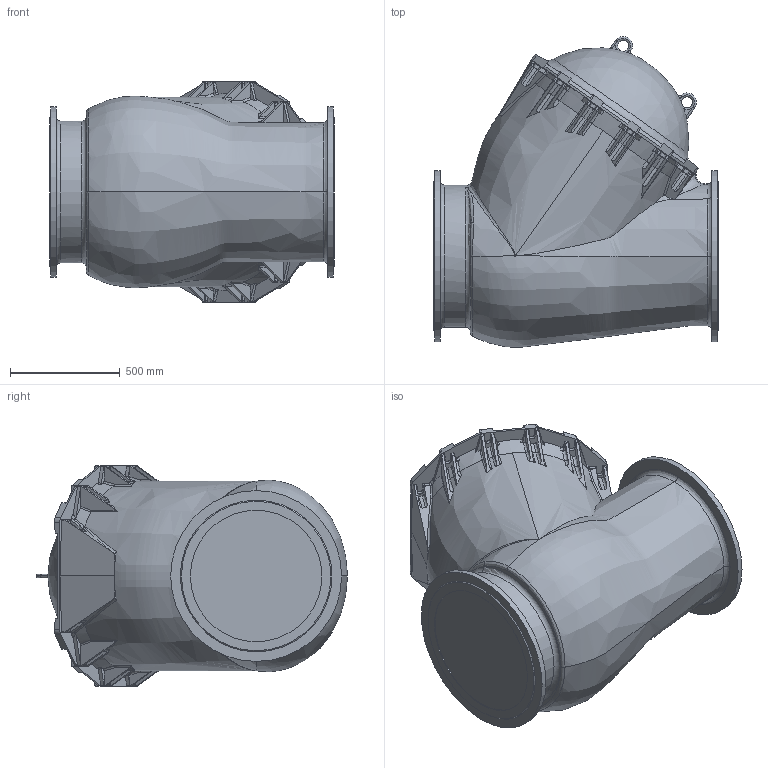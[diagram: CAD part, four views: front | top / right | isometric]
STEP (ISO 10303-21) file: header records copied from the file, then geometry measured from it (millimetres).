
FILE_DESCRIPTION (( 'STEP AP203' ), '1' );
FILE_NAME ('O_53_35_DN600_AA1_step.step', '2016-05-12T07:00:06', ( 'Windows User' ), ( 'AVK' ), 'SwSTEP 2.0', 'SolidWorks 2012', '' );
FILE_SCHEMA (( 'CONFIG_CONTROL_DESIGN' ));
Length unit declared in the file: millimetre
Products named in the file (1): O_53_35_DN600_AA1_step
Bounding box: 1300 x 1419.6 x 1004 mm (x, y, z)
Volume: 879575342.8 mm3; surface area: 6460765.6 mm2
Topology: 1 solids, 1 shells, 543 faces, 1487 edges, 952 vertices
Faces by surface type: plane 290, bspline 124, cylinder 91, torus 22, cone 15, sphere 1
Full cylindrical faces by diameter (mm): 600 x2, 648 x1, 780 x2
Entity records: 33879 total; most frequent: CARTESIAN_POINT 21462, ORIENTED_EDGE 2954, DIRECTION 2067, EDGE_CURVE 1477, VERTEX_POINT 951, AXIS2_PLACEMENT_3D 717, LINE 633, VECTOR 633
